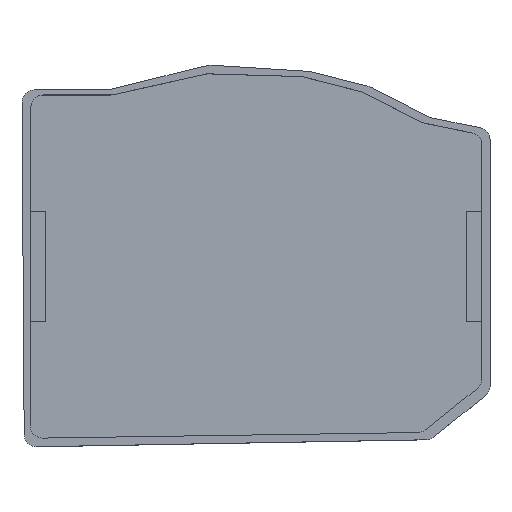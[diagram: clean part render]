
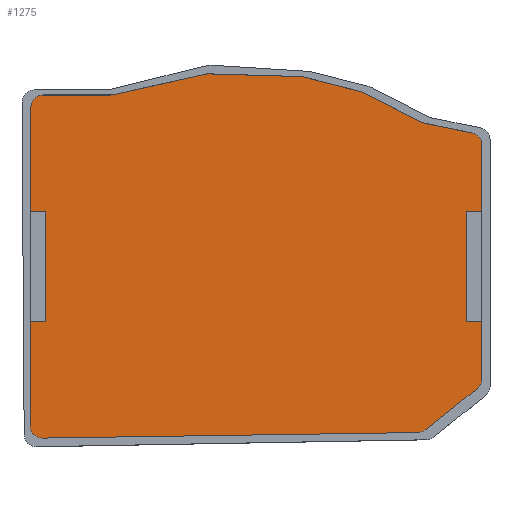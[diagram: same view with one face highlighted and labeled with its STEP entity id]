
A CAD part, top view. The second image highlights one B-rep face of the part: STEP entity #1275.
In plain terms, the highlighted planar face has unit normal (0, 0, 1).
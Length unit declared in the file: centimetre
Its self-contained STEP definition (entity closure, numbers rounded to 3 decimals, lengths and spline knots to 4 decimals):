
#56=CIRCLE('',#1358,0.4);
#58=CIRCLE('',#1362,0.4);
#60=CIRCLE('',#1366,0.4);
#62=CIRCLE('',#1370,0.4);
#64=CIRCLE('',#1374,0.4);
#66=CIRCLE('',#1377,0.4);
#68=CIRCLE('',#1381,0.4);
#70=CIRCLE('',#1385,0.4);
#72=CIRCLE('',#1389,0.4);
#74=CIRCLE('',#1393,0.4);
#332=ORIENTED_EDGE('',*,*,#598,.F.);
#333=ORIENTED_EDGE('',*,*,#599,.T.);
#334=ORIENTED_EDGE('',*,*,#600,.T.);
#335=ORIENTED_EDGE('',*,*,#488,.T.);
#336=ORIENTED_EDGE('',*,*,#563,.T.);
#337=ORIENTED_EDGE('',*,*,#560,.T.);
#338=ORIENTED_EDGE('',*,*,#557,.F.);
#339=ORIENTED_EDGE('',*,*,#554,.T.);
#340=ORIENTED_EDGE('',*,*,#551,.T.);
#341=ORIENTED_EDGE('',*,*,#548,.T.);
#342=ORIENTED_EDGE('',*,*,#545,.T.);
#343=ORIENTED_EDGE('',*,*,#542,.T.);
#344=ORIENTED_EDGE('',*,*,#538,.T.);
#345=ORIENTED_EDGE('',*,*,#596,.T.);
#346=ORIENTED_EDGE('',*,*,#593,.F.);
#347=ORIENTED_EDGE('',*,*,#590,.T.);
#348=ORIENTED_EDGE('',*,*,#587,.T.);
#349=ORIENTED_EDGE('',*,*,#583,.T.);
#350=ORIENTED_EDGE('',*,*,#601,.F.);
#351=ORIENTED_EDGE('',*,*,#602,.T.);
#352=ORIENTED_EDGE('',*,*,#603,.T.);
#353=ORIENTED_EDGE('',*,*,#586,.T.);
#354=ORIENTED_EDGE('',*,*,#577,.T.);
#355=ORIENTED_EDGE('',*,*,#574,.T.);
#356=ORIENTED_EDGE('',*,*,#571,.T.);
#357=ORIENTED_EDGE('',*,*,#568,.T.);
#358=ORIENTED_EDGE('',*,*,#565,.T.);
#359=ORIENTED_EDGE('',*,*,#492,.T.);
#488=EDGE_CURVE('',#670,#671,#786,.T.);
#492=EDGE_CURVE('',#675,#674,#790,.T.);
#538=EDGE_CURVE('',#700,#701,#56,.T.);
#542=EDGE_CURVE('',#704,#700,#826,.T.);
#545=EDGE_CURVE('',#706,#704,#58,.T.);
#548=EDGE_CURVE('',#708,#706,#830,.T.);
#551=EDGE_CURVE('',#710,#708,#60,.T.);
#554=EDGE_CURVE('',#712,#710,#834,.T.);
#557=EDGE_CURVE('',#712,#714,#62,.T.);
#560=EDGE_CURVE('',#716,#714,#838,.T.);
#563=EDGE_CURVE('',#671,#716,#64,.T.);
#565=EDGE_CURVE('',#718,#675,#66,.T.);
#568=EDGE_CURVE('',#720,#718,#842,.T.);
#571=EDGE_CURVE('',#722,#720,#68,.T.);
#574=EDGE_CURVE('',#724,#722,#846,.T.);
#577=EDGE_CURVE('',#726,#724,#70,.T.);
#583=EDGE_CURVE('',#732,#731,#853,.T.);
#586=EDGE_CURVE('',#729,#726,#856,.T.);
#587=EDGE_CURVE('',#734,#732,#72,.T.);
#590=EDGE_CURVE('',#736,#734,#858,.T.);
#593=EDGE_CURVE('',#736,#738,#74,.T.);
#596=EDGE_CURVE('',#701,#738,#862,.T.);
#598=EDGE_CURVE('',#740,#674,#864,.T.);
#599=EDGE_CURVE('',#740,#741,#865,.T.);
#600=EDGE_CURVE('',#741,#670,#866,.T.);
#601=EDGE_CURVE('',#742,#731,#867,.T.);
#602=EDGE_CURVE('',#742,#743,#868,.T.);
#603=EDGE_CURVE('',#743,#729,#869,.T.);
#670=VERTEX_POINT('',#1875);
#671=VERTEX_POINT('',#1876);
#674=VERTEX_POINT('',#1882);
#675=VERTEX_POINT('',#1884);
#700=VERTEX_POINT('',#1975);
#701=VERTEX_POINT('',#1976);
#704=VERTEX_POINT('',#1984);
#706=VERTEX_POINT('',#1990);
#708=VERTEX_POINT('',#1996);
#710=VERTEX_POINT('',#2002);
#712=VERTEX_POINT('',#2008);
#714=VERTEX_POINT('',#2014);
#716=VERTEX_POINT('',#2020);
#718=VERTEX_POINT('',#2029);
#720=VERTEX_POINT('',#2035);
#722=VERTEX_POINT('',#2041);
#724=VERTEX_POINT('',#2047);
#726=VERTEX_POINT('',#2053);
#729=VERTEX_POINT('',#2060);
#731=VERTEX_POINT('',#2064);
#732=VERTEX_POINT('',#2066);
#734=VERTEX_POINT('',#2073);
#736=VERTEX_POINT('',#2079);
#738=VERTEX_POINT('',#2085);
#740=VERTEX_POINT('',#2095);
#741=VERTEX_POINT('',#2097);
#742=VERTEX_POINT('',#2100);
#743=VERTEX_POINT('',#2102);
#786=LINE('',#1874,#926);
#790=LINE('',#1883,#930);
#826=LINE('',#1983,#966);
#830=LINE('',#1995,#970);
#834=LINE('',#2007,#974);
#838=LINE('',#2019,#978);
#842=LINE('',#2034,#982);
#846=LINE('',#2046,#986);
#853=LINE('',#2065,#993);
#856=LINE('',#2070,#996);
#858=LINE('',#2078,#998);
#862=LINE('',#2090,#1002);
#864=LINE('',#2094,#1004);
#865=LINE('',#2096,#1005);
#866=LINE('',#2098,#1006);
#867=LINE('',#2099,#1007);
#868=LINE('',#2101,#1008);
#869=LINE('',#2103,#1009);
#926=VECTOR('',#1486,100.);
#930=VECTOR('',#1490,100.);
#966=VECTOR('',#1596,100.);
#970=VECTOR('',#1608,100.);
#974=VECTOR('',#1620,100.);
#978=VECTOR('',#1632,100.);
#982=VECTOR('',#1650,100.);
#986=VECTOR('',#1662,100.);
#993=VECTOR('',#1677,100.);
#996=VECTOR('',#1680,100.);
#998=VECTOR('',#1690,100.);
#1002=VECTOR('',#1702,100.);
#1004=VECTOR('',#1708,100.);
#1005=VECTOR('',#1709,100.);
#1006=VECTOR('',#1710,100.);
#1007=VECTOR('',#1711,100.);
#1008=VECTOR('',#1712,100.);
#1009=VECTOR('',#1713,100.);
#1085=EDGE_LOOP('',(#332,#333,#334,#335,#336,#337,#338,#339,#340,#341,#342,
#343,#344,#345,#346,#347,#348,#349,#350,#351,#352,#353,#354,#355,#356,#357,
#358,#359));
#1161=FACE_BOUND('',#1085,.T.);
#1210=PLANE('',#1397);
#1275=ADVANCED_FACE('',(#1161),#1210,.T.);
#1358=AXIS2_PLACEMENT_3D('',#1974,#1588,#1589);
#1362=AXIS2_PLACEMENT_3D('',#1989,#1601,#1602);
#1366=AXIS2_PLACEMENT_3D('',#2001,#1613,#1614);
#1370=AXIS2_PLACEMENT_3D('',#2013,#1625,#1626);
#1374=AXIS2_PLACEMENT_3D('',#2025,#1637,#1638);
#1377=AXIS2_PLACEMENT_3D('',#2028,#1643,#1644);
#1381=AXIS2_PLACEMENT_3D('',#2040,#1655,#1656);
#1385=AXIS2_PLACEMENT_3D('',#2052,#1667,#1668);
#1389=AXIS2_PLACEMENT_3D('',#2072,#1683,#1684);
#1393=AXIS2_PLACEMENT_3D('',#2084,#1695,#1696);
#1397=AXIS2_PLACEMENT_3D('',#2093,#1706,#1707);
#1486=DIRECTION('',(0.,1.,0.));
#1490=DIRECTION('',(0.,1.,0.));
#1588=DIRECTION('',(0.,0.,1.));
#1589=DIRECTION('',(1.,0.,0.));
#1596=DIRECTION('',(-1.,0.029,0.));
#1601=DIRECTION('',(0.,0.,1.));
#1602=DIRECTION('',(1.,0.,0.));
#1608=DIRECTION('',(-0.969,0.248,0.));
#1613=DIRECTION('',(0.,0.,1.));
#1614=DIRECTION('',(1.,0.,0.));
#1620=DIRECTION('',(-0.89,0.456,0.));
#1625=DIRECTION('',(0.,0.,1.));
#1626=DIRECTION('',(1.,0.,0.));
#1632=DIRECTION('',(-0.98,0.201,0.));
#1637=DIRECTION('',(0.,0.,1.));
#1638=DIRECTION('',(1.,0.,0.));
#1643=DIRECTION('',(0.,0.,1.));
#1644=DIRECTION('',(1.,0.,0.));
#1650=DIRECTION('',(0.783,0.622,0.));
#1655=DIRECTION('',(0.,0.,1.));
#1656=DIRECTION('',(1.,0.,0.));
#1662=DIRECTION('',(1.,0.015,0.));
#1667=DIRECTION('',(0.,0.,1.));
#1668=DIRECTION('',(1.,0.,0.));
#1677=DIRECTION('',(-0.002,-1.,0.));
#1680=DIRECTION('',(-0.002,-1.,0.));
#1683=DIRECTION('',(0.,0.,1.));
#1684=DIRECTION('',(1.,0.,0.));
#1690=DIRECTION('',(-1.,0.,0.));
#1695=DIRECTION('',(0.,0.,1.));
#1696=DIRECTION('',(1.,0.,0.));
#1702=DIRECTION('',(-0.976,-0.217,0.));
#1706=DIRECTION('',(0.,0.,1.));
#1707=DIRECTION('',(1.,0.,0.));
#1708=DIRECTION('',(1.,0.,0.));
#1709=DIRECTION('',(0.,1.,0.));
#1710=DIRECTION('',(1.,0.,0.));
#1711=DIRECTION('',(-1.,0.002,0.));
#1712=DIRECTION('',(-0.002,-1.,0.));
#1713=DIRECTION('',(-1.,0.002,0.));
#1874=CARTESIAN_POINT('',(7.3589,-0.1949,0.2));
#1875=CARTESIAN_POINT('',(7.3589,1.4554,0.2));
#1876=CARTESIAN_POINT('',(7.3589,3.6205,0.2));
#1882=CARTESIAN_POINT('',(7.3589,-2.1446,0.2));
#1883=CARTESIAN_POINT('',(7.3589,-0.1949,0.2));
#1884=CARTESIAN_POINT('',(7.3589,-4.0102,0.2));
#1974=CARTESIAN_POINT('',(-1.5529,5.5355,0.2));
#1975=CARTESIAN_POINT('',(-1.5413,5.9353,0.2));
#1976=CARTESIAN_POINT('',(-1.6398,5.9259,0.2));
#1983=CARTESIAN_POINT('',(-0.0385,5.8917,0.2));
#1984=CARTESIAN_POINT('',(1.4643,5.8481,0.2));
#1989=CARTESIAN_POINT('',(1.4527,5.4482,0.2));
#1990=CARTESIAN_POINT('',(1.5521,5.8357,0.2));
#1995=CARTESIAN_POINT('',(2.4838,5.5968,0.2));
#1996=CARTESIAN_POINT('',(3.4155,5.3579,0.2));
#2001=CARTESIAN_POINT('',(3.3162,4.9704,0.2));
#2002=CARTESIAN_POINT('',(3.4987,5.3263,0.2));
#2007=CARTESIAN_POINT('',(4.4295,4.849,0.2));
#2008=CARTESIAN_POINT('',(5.3603,4.3717,0.2));
#2013=CARTESIAN_POINT('',(5.5428,4.7276,0.2));
#2014=CARTESIAN_POINT('',(5.4624,4.3358,0.2));
#2019=CARTESIAN_POINT('',(6.2508,4.1741,0.2));
#2020=CARTESIAN_POINT('',(7.0392,4.0123,0.2));
#2025=CARTESIAN_POINT('',(6.9589,3.6205,0.2));
#2028=CARTESIAN_POINT('',(6.9589,-4.0102,0.2));
#2029=CARTESIAN_POINT('',(7.2078,-4.3233,0.2));
#2034=CARTESIAN_POINT('',(6.3617,-4.9959,0.2));
#2035=CARTESIAN_POINT('',(5.5156,-5.6684,0.2));
#2040=CARTESIAN_POINT('',(5.2667,-5.3553,0.2));
#2041=CARTESIAN_POINT('',(5.2726,-5.7552,0.2));
#2046=CARTESIAN_POINT('',(-0.8402,-5.8453,0.2));
#2047=CARTESIAN_POINT('',(-6.953,-5.9354,0.2));
#2052=CARTESIAN_POINT('',(-6.9589,-5.5355,0.2));
#2053=CARTESIAN_POINT('',(-7.3589,-5.5346,0.2));
#2060=CARTESIAN_POINT('',(-7.3517,-2.1435,0.2));
#2064=CARTESIAN_POINT('',(-7.3441,1.4565,0.2));
#2065=CARTESIAN_POINT('',(-7.3479,-0.3435,0.2));
#2066=CARTESIAN_POINT('',(-7.337,4.8476,0.2));
#2070=CARTESIAN_POINT('',(-7.3479,-0.3435,0.2));
#2072=CARTESIAN_POINT('',(-6.937,4.8468,0.2));
#2073=CARTESIAN_POINT('',(-6.937,5.2468,0.2));
#2078=CARTESIAN_POINT('',(-5.836,5.2468,0.2));
#2079=CARTESIAN_POINT('',(-4.7351,5.2468,0.2));
#2084=CARTESIAN_POINT('',(-4.7351,5.6468,0.2));
#2085=CARTESIAN_POINT('',(-4.6482,5.2563,0.2));
#2090=CARTESIAN_POINT('',(-3.144,5.5911,0.2));
#2093=CARTESIAN_POINT('',(0.,0.,0.2));
#2094=CARTESIAN_POINT('',(6.8589,-2.1446,0.2));
#2095=CARTESIAN_POINT('',(6.8589,-2.1446,0.2));
#2096=CARTESIAN_POINT('',(6.8589,-0.1949,0.2));
#2097=CARTESIAN_POINT('',(6.8589,1.4554,0.2));
#2098=CARTESIAN_POINT('',(6.8589,1.4554,0.2));
#2099=CARTESIAN_POINT('',(-6.8441,1.4554,0.2));
#2100=CARTESIAN_POINT('',(-6.8441,1.4554,0.2));
#2101=CARTESIAN_POINT('',(-6.8479,-0.3446,0.2));
#2102=CARTESIAN_POINT('',(-6.8517,-2.1446,0.2));
#2103=CARTESIAN_POINT('',(-6.8517,-2.1446,0.2));
